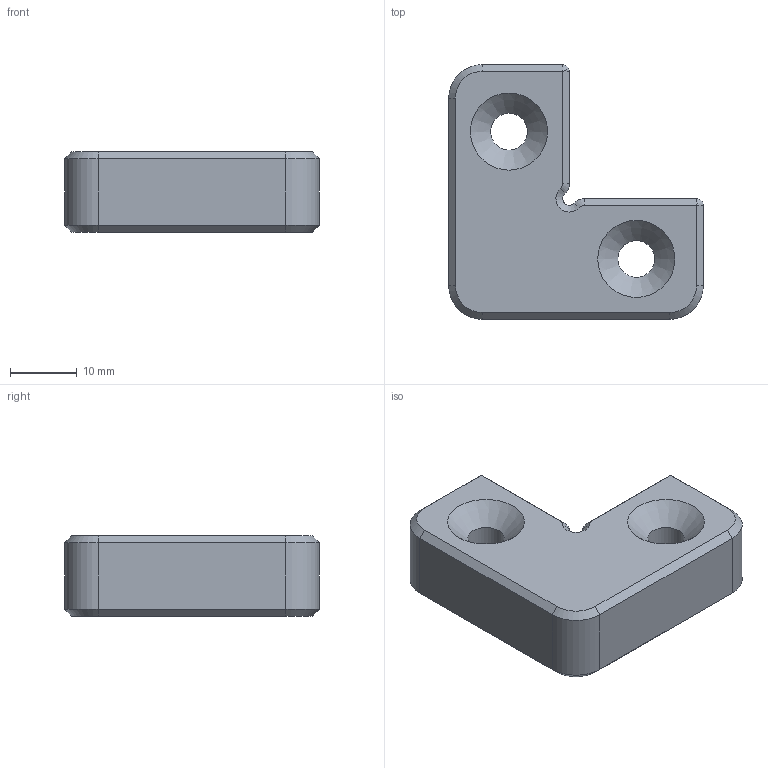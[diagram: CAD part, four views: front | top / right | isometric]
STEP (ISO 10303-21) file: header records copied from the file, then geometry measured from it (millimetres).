
FILE_DESCRIPTION(/* description */ (''),/* implementation_level */ '2;1');
FILE_NAME(/* name */ 'corner holder.step',/* time_stamp */ '2025-12-17T21:40:14-05:00',/* author */ (''),/* organization */ (''),/* preprocessor_version */ 'ST-DEVELOPER v20.1',/* originating_system */ 'Autodesk Translation Framework v14.21.0.0',/* authorisation */ '');
FILE_SCHEMA (('AUTOMOTIVE_DESIGN { 1 0 10303 214 3 1 1 }'));
Length unit declared in the file: millimetre
Products named in the file (1): 2CAP_spacer
Bounding box: 38 x 38 x 12 mm (x, y, z)
Volume: 11369.9 mm3; surface area: 3919.4 mm2
Topology: 1 solids, 1 shells, 48 faces, 108 edges, 58 vertices
Faces by surface type: plane 20, cone 18, cylinder 10
Full cylindrical faces by diameter (mm): 5.5 x2
Entity records: 1318 total; most frequent: DIRECTION 236, CARTESIAN_POINT 211, ORIENTED_EDGE 208, EDGE_CURVE 104, AXIS2_PLACEMENT_3D 83, LINE 70, VECTOR 70, VERTEX_POINT 58
